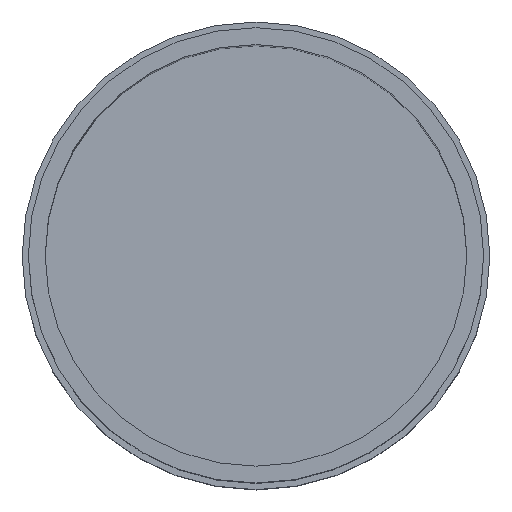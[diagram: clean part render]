
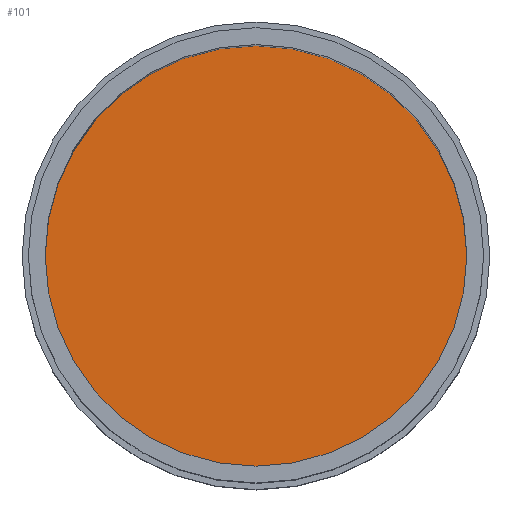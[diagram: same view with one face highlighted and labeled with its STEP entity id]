
A CAD part, top view. The second image highlights one B-rep face of the part: STEP entity #101.
In plain terms, the highlighted planar face has unit normal (0, 0, 1).
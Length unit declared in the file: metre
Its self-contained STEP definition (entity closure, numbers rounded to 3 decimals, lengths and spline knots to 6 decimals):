
#16=PLANE('',#131);
#32=ORIENTED_EDGE('',*,*,#34,.T.);
#34=EDGE_CURVE('',#42,#42,#50,.F.);
#42=VERTEX_POINT('',#173);
#50=CIRCLE('',#117,0.01875);
#72=EDGE_LOOP('',(#32));
#88=FACE_BOUND('',#72,.T.);
#101=ADVANCED_FACE('',(#88),#16,.F.);
#117=AXIS2_PLACEMENT_3D('',#172,#138,#139);
#131=AXIS2_PLACEMENT_3D('',#193,#166,#167);
#138=DIRECTION('',(0.,0.,-1.));
#139=DIRECTION('',(-1.,0.,0.));
#166=DIRECTION('',(0.,0.,-1.));
#167=DIRECTION('',(1.,0.,0.));
#172=CARTESIAN_POINT('',(0.,0.,0.003));
#173=CARTESIAN_POINT('',(-0.01875,0.,0.003));
#193=CARTESIAN_POINT('',(0.,0.,0.003));
